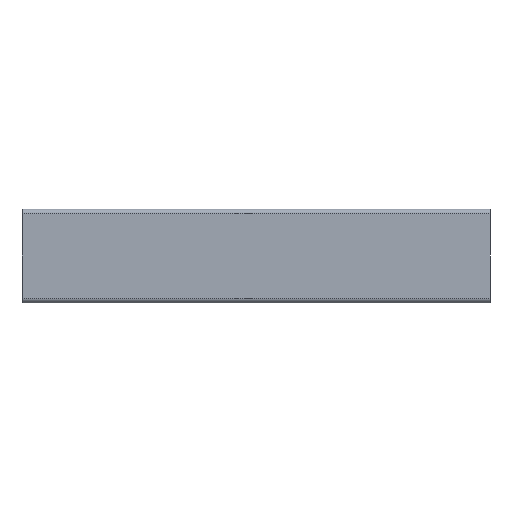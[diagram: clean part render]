
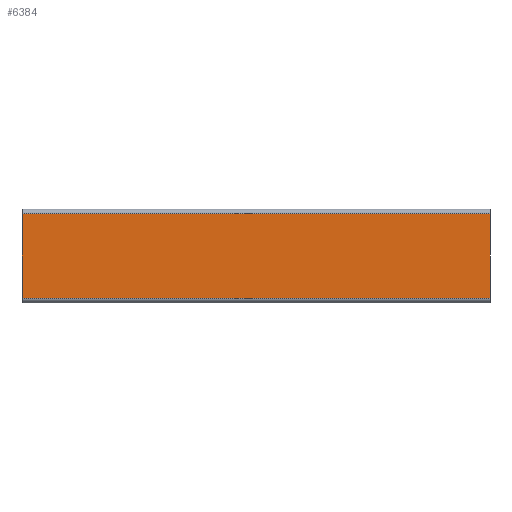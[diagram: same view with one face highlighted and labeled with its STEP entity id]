
A CAD part, left-side view. The second image highlights one B-rep face of the part: STEP entity #6384.
In plain terms, the highlighted face is planar.
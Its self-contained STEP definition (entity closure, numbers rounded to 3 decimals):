
#1686 = LINE ( 'NONE', #1698, #4051 ) ;
#1688 = DIRECTION ( 'NONE',  ( 0., 1., 0. ) ) ;
#1698 = CARTESIAN_POINT ( 'NONE',  ( 30., -27., -300. ) ) ;
#2878 = AXIS2_PLACEMENT_3D ( 'NONE', #7213, #7190, #7191 ) ;
#3768 = CARTESIAN_POINT ( 'NONE',  ( 30., -27., -300. ) ) ;
#3774 = CARTESIAN_POINT ( 'NONE',  ( 30., -27., 0. ) ) ;
#3784 = CARTESIAN_POINT ( 'NONE',  ( 30., 27., 0. ) ) ;
#3789 = CARTESIAN_POINT ( 'NONE',  ( 30., 27., -300. ) ) ;
#3886 = VECTOR ( 'NONE', #4503, 1000. ) ;
#3888 = VECTOR ( 'NONE', #4499, 1000. ) ;
#3935 = VECTOR ( 'NONE', #4449, 1000. ) ;
#4051 = VECTOR ( 'NONE', #1688, 1000. ) ;
#4449 = DIRECTION ( 'NONE',  ( 0., 0., 1. ) ) ;
#4458 = LINE ( 'NONE', #4472, #3935 ) ;
#4472 = CARTESIAN_POINT ( 'NONE',  ( 30., 27., -300. ) ) ;
#4492 = LINE ( 'NONE', #4495, #3886 ) ;
#4494 = CARTESIAN_POINT ( 'NONE',  ( 30., -27., 0. ) ) ;
#4495 = CARTESIAN_POINT ( 'NONE',  ( 30., -27., -300. ) ) ;
#4499 = DIRECTION ( 'NONE',  ( 0., 1., 0. ) ) ;
#4500 = LINE ( 'NONE', #4494, #3888 ) ;
#4503 = DIRECTION ( 'NONE',  ( 0., 0., 1. ) ) ;
#5142 = VERTEX_POINT ( 'NONE', #3789 ) ;
#5146 = VERTEX_POINT ( 'NONE', #3768 ) ;
#5149 = VERTEX_POINT ( 'NONE', #3774 ) ;
#5157 = VERTEX_POINT ( 'NONE', #3784 ) ;
#5603 = EDGE_CURVE ( 'NONE', #5142, #5157, #4458, .T. ) ;
#5615 = EDGE_CURVE ( 'NONE', #5149, #5157, #4500, .T. ) ;
#5616 = EDGE_CURVE ( 'NONE', #5146, #5149, #4492, .T. ) ;
#5687 = EDGE_CURVE ( 'NONE', #5146, #5142, #1686, .T. ) ;
#6384 = ADVANCED_FACE ( 'PLANAR_12', ( #7206 ), #7211, .T. ) ;
#7190 = DIRECTION ( 'NONE',  ( 1., 0., 0. ) ) ;
#7191 = DIRECTION ( 'NONE',  ( 0., 0., -1. ) ) ;
#7206 = FACE_OUTER_BOUND ( 'NONE', #7805, .T. ) ;
#7211 = PLANE ( 'NONE',  #2878 ) ;
#7213 = CARTESIAN_POINT ( 'NONE',  ( 30., -27., -300. ) ) ;
#7805 = EDGE_LOOP ( 'NONE', ( #7843, #7844, #7848, #7857 ) ) ;
#7843 = ORIENTED_EDGE ( 'NONE', *, *, #5615, .F. ) ;
#7844 = ORIENTED_EDGE ( 'NONE', *, *, #5616, .F. ) ;
#7848 = ORIENTED_EDGE ( 'NONE', *, *, #5687, .T. ) ;
#7857 = ORIENTED_EDGE ( 'NONE', *, *, #5603, .T. ) ;
